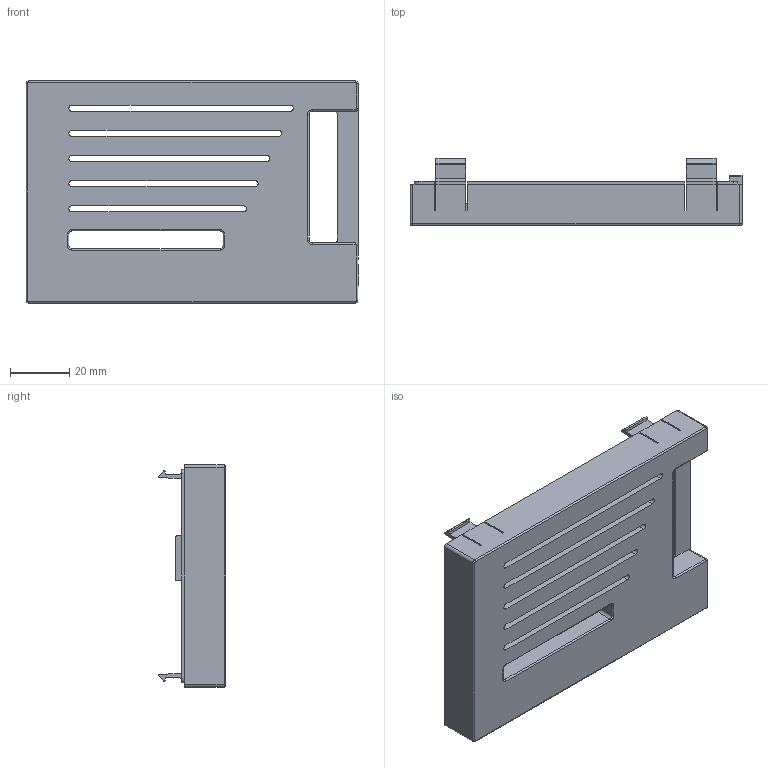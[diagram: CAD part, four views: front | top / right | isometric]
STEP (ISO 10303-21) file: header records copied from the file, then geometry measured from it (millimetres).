
FILE_DESCRIPTION (( 'STEP AP203' ), '1' );
FILE_NAME ('housing-lid.STEP', '2021-11-10T03:37:00', ( '' ), ( '' ), 'SwSTEP 2.0', 'SolidWorks 2020', '' );
FILE_SCHEMA (( 'CONFIG_CONTROL_DESIGN' ));
Length unit declared in the file: millimetre
Products named in the file (1): housing-lid
Bounding box: 112 x 22.7 x 75 mm (x, y, z)
Volume: 35109 mm3; surface area: 29071.7 mm2
Topology: 1 solids, 1 shells, 226 faces, 637 edges, 414 vertices
Faces by surface type: plane 140, cylinder 74, torus 12
Entity records: 7370 total; most frequent: CARTESIAN_POINT 1278, ORIENTED_EDGE 1274, DIRECTION 1251, EDGE_CURVE 637, VECTOR 477, LINE 477, VERTEX_POINT 414, AXIS2_PLACEMENT_3D 387
